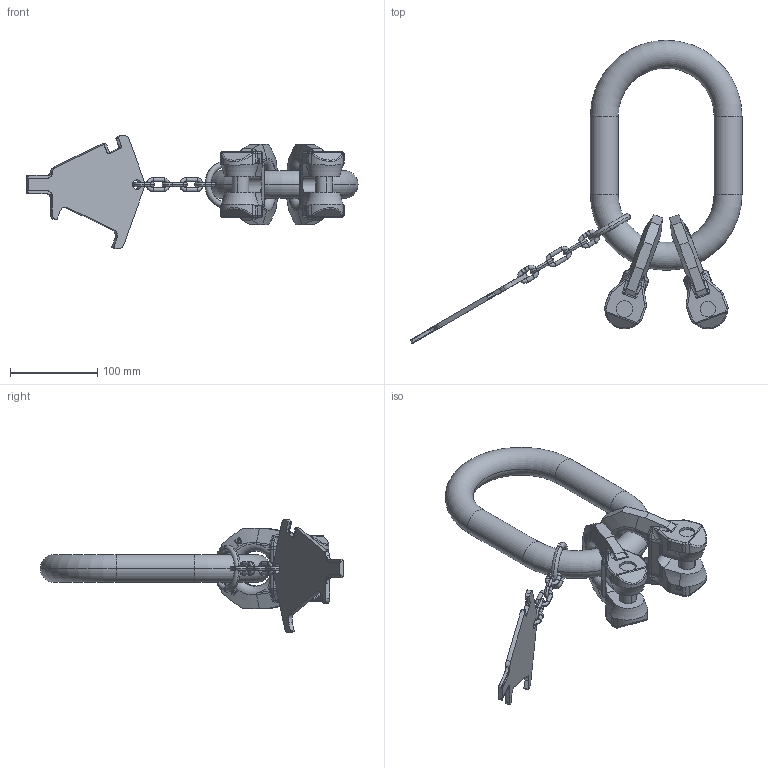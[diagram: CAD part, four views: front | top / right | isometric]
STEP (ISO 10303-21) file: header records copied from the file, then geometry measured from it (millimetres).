
FILE_DESCRIPTION((''),'2;1');
FILE_NAME('001-M34479-P-5_ASM','2014-10-14T',('Andreas.Wendler'),(''),'PRO/ENGINEER BY PARAMETRIC TECHNOLOGY CORPORATION, 2010140','PRO/ENGINEER BY PARAMETRIC TECHNOLOGY CORPORATION, 2010140','');
FILE_SCHEMA(('CONFIG_CONTROL_DESIGN'));
Length unit declared in the file: millimetre
Products named in the file (9): 001-M34479-P-5; 001-M31128-V02; 001-M31559-P-1; 001-M31129-P-1; 001-M33743-001; 001-M31130-003_ASM; 001-M31559-P-1_ASM; 001-M31493-P-3; 001-M34479-P-5_ASM
Assembly tree (12 placements, depth 4):
  001-M34479-P-5_ASM
    001-M34479-P-5
    001-M31128-V02
    001-M31559-P-1_ASM
      001-M31559-P-1
      001-M31129-P-1  x2
      001-M31130-003_ASM
        001-M33743-001  x3
    001-M31493-P-3  x2
Bounding box: 380.97 x 348.17 x 130.17 mm (x, y, z)
Volume: 971742.9 mm3; surface area: 155308.1 mm2
Topology: 10 solids, 10 shells, 1023 faces, 2663 edges, 1676 vertices
Faces by surface type: plane 572, cylinder 225, bspline 128, torus 56, cone 34, sphere 8
Entity records: 19843 total; most frequent: CARTESIAN_POINT 7480, ORIENTED_EDGE 2846, DIRECTION 2108, EDGE_CURVE 1423, VERTEX_POINT 898, AXIS2_PLACEMENT_3D 784, B_SPLINE_CURVE_WITH_KNOTS 607, EDGE_LOOP 563
